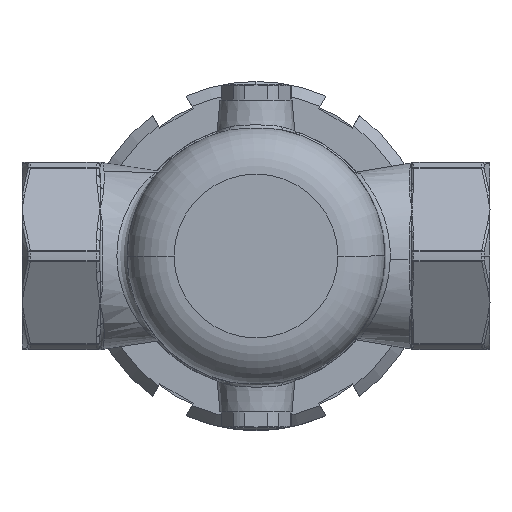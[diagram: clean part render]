
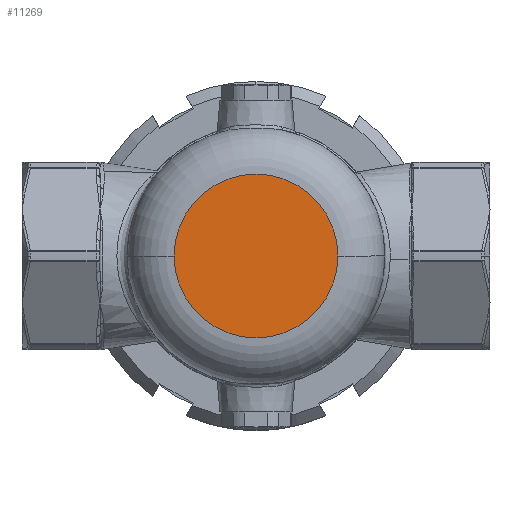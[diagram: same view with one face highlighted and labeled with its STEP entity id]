
A CAD part, front view. The second image highlights one B-rep face of the part: STEP entity #11269.
In plain terms, the highlighted planar face has unit normal (0, -1, 0).
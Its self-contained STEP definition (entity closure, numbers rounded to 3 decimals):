
#6231 = VERTEX_POINT ( 'NONE', #32966 ) ;
#6366 = AXIS2_PLACEMENT_3D ( 'NONE', #26389, #39203, #83962 ) ;
#9622 = ORIENTED_EDGE ( 'NONE', *, *, #24378, .F. ) ;
#11269 = ADVANCED_FACE ( 'NONE', ( #77055 ), #72534, .T. ) ;
#11502 = ORIENTED_EDGE ( 'NONE', *, *, #12730, .F. ) ;
#12730 = EDGE_CURVE ( 'NONE', #6231, #48190, #13518, .T. ) ;
#13518 = CIRCLE ( 'NONE', #68546, 21. ) ;
#24378 = EDGE_CURVE ( 'NONE', #48190, #6231, #34169, .T. ) ;
#26389 = CARTESIAN_POINT ( 'NONE',  ( 0., -45., 0. ) ) ;
#28656 = EDGE_LOOP ( 'NONE', ( #9622, #11502 ) ) ;
#32966 = CARTESIAN_POINT ( 'NONE',  ( 21., -45., 0. ) ) ;
#33332 = CARTESIAN_POINT ( 'NONE',  ( 0., -45., -21. ) ) ;
#33500 = DIRECTION ( 'NONE',  ( 0., -1., 0. ) ) ;
#34169 = CIRCLE ( 'NONE', #6366, 21. ) ;
#35451 = DIRECTION ( 'NONE',  ( 1., 0., 0. ) ) ;
#39203 = DIRECTION ( 'NONE',  ( 0., 1., 0. ) ) ;
#48190 = VERTEX_POINT ( 'NONE', #71499 ) ;
#51761 = AXIS2_PLACEMENT_3D ( 'NONE', #33332, #33500, #35451 ) ;
#68546 = AXIS2_PLACEMENT_3D ( 'NONE', #74608, #81837, #76083 ) ;
#71499 = CARTESIAN_POINT ( 'NONE',  ( -21., -45., 0. ) ) ;
#72534 = PLANE ( 'NONE',  #51761 ) ;
#74608 = CARTESIAN_POINT ( 'NONE',  ( 0., -45., 0. ) ) ;
#76083 = DIRECTION ( 'NONE',  ( -1., 0., 0. ) ) ;
#77055 = FACE_OUTER_BOUND ( 'NONE', #28656, .T. ) ;
#81837 = DIRECTION ( 'NONE',  ( 0., 1., 0. ) ) ;
#83962 = DIRECTION ( 'NONE',  ( -1., 0., 0. ) ) ;
